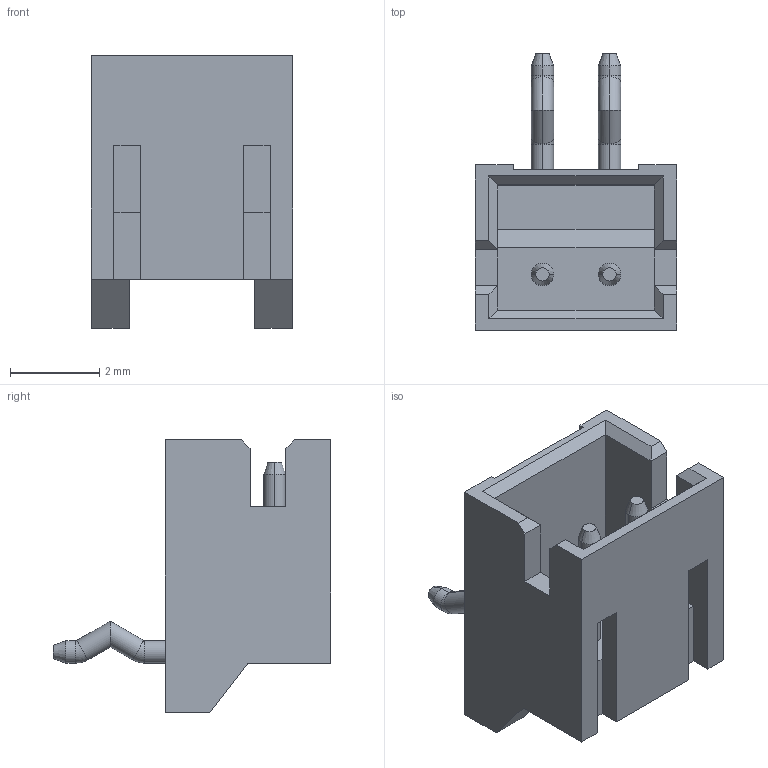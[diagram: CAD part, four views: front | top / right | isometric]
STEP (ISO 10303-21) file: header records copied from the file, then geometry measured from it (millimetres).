
FILE_DESCRIPTION (( 'STEP AP214' ), '1' );
FILE_NAME ('FWF15003-S02B26W5B-REF.STEP', '2025-11-04T08:17:14', ( '' ), ( '' ), 'SwSTEP 2.0', 'SolidWorks 2021', '' );
FILE_SCHEMA (( 'AUTOMOTIVE_DESIGN' ));
Length unit declared in the file: millimetre
Products named in the file (1): FWF15003-S02B26W5B-REF
Bounding box: 4.5 x 6.2 x 6.1 mm (x, y, z)
Volume: 44.3 mm3; surface area: 201.2 mm2
Topology: 1 solids, 1 shells, 100 faces, 252 edges, 154 vertices
Faces by surface type: plane 60, cylinder 20, torus 12, cone 8
Entity records: 3018 total; most frequent: CARTESIAN_POINT 571, ORIENTED_EDGE 504, DIRECTION 498, EDGE_CURVE 252, LINE 192, VECTOR 192, VERTEX_POINT 154, AXIS2_PLACEMENT_3D 153
